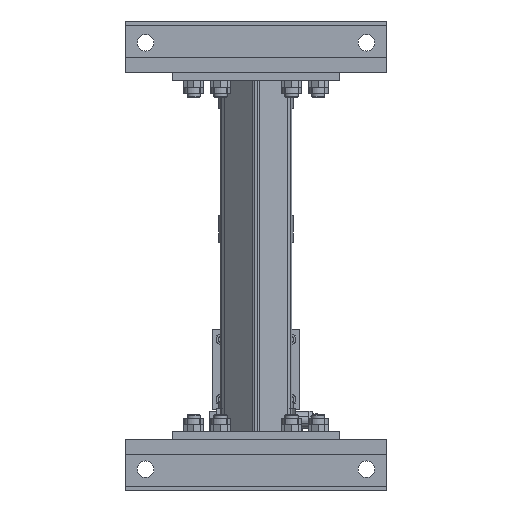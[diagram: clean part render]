
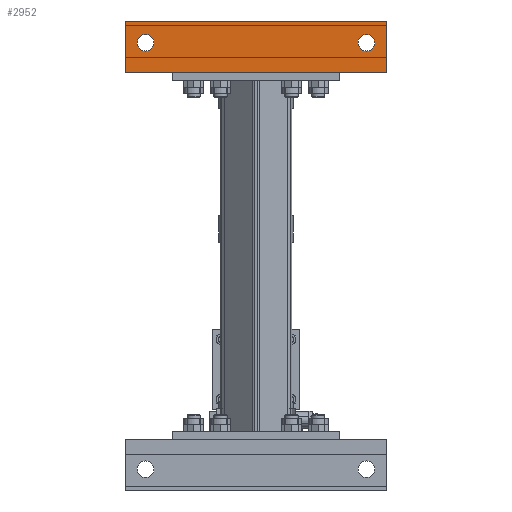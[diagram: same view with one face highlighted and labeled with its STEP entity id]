
A CAD part, left-side view. The second image highlights one B-rep face of the part: STEP entity #2952.
In plain terms, the highlighted face is planar.
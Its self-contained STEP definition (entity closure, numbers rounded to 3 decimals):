
#2952=ADVANCED_FACE('',(#5421,#5422,#5423),#5424,.T.);
#5421=FACE_BOUND('',#8428,.T.);
#5422=FACE_BOUND('',#8429,.T.);
#5423=FACE_OUTER_BOUND('',#8430,.T.);
#5424=PLANE('',#8431);
#8428=EDGE_LOOP('',(#18040));
#8429=EDGE_LOOP('',(#18041));
#8430=EDGE_LOOP('',(#18042,#18043,#18044,#18045));
#8431=AXIS2_PLACEMENT_3D('',#18046,#18047,#18048);
#18040=ORIENTED_EDGE('',*,*,#24209,.T.);
#18041=ORIENTED_EDGE('',*,*,#24210,.T.);
#18042=ORIENTED_EDGE('',*,*,#24211,.T.);
#18043=ORIENTED_EDGE('',*,*,#24212,.F.);
#18044=ORIENTED_EDGE('',*,*,#24073,.T.);
#18045=ORIENTED_EDGE('',*,*,#24213,.T.);
#18046=CARTESIAN_POINT('',(37.5,0.,0.));
#18047=DIRECTION('',(0.,-1.,0.));
#18048=DIRECTION('',(1.,0.,0.));
#24073=EDGE_CURVE('',#26584,#26598,#26600,.T.);
#24209=EDGE_CURVE('',#26829,#26829,#26830,.T.);
#24210=EDGE_CURVE('',#26831,#26831,#26832,.T.);
#24211=EDGE_CURVE('',#26833,#26834,#26835,.T.);
#24212=EDGE_CURVE('',#26584,#26834,#26836,.T.);
#24213=EDGE_CURVE('',#26598,#26833,#26837,.T.);
#26584=VERTEX_POINT('',#30522);
#26598=VERTEX_POINT('',#30540);
#26600=LINE('',#30543,#30544);
#26829=VERTEX_POINT('',#30980);
#26830=CIRCLE('',#30981,12.5);
#26831=VERTEX_POINT('',#30982);
#26832=CIRCLE('',#30983,12.5);
#26833=VERTEX_POINT('',#30984);
#26834=VERTEX_POINT('',#30985);
#26835=LINE('',#30986,#30987);
#26836=LINE('',#30988,#30989);
#26837=LINE('',#30990,#30991);
#30522=CARTESIAN_POINT('',(0.,0.,0.));
#30540=CARTESIAN_POINT('',(75.,0.,0.));
#30543=CARTESIAN_POINT('',(0.,0.,0.));
#30544=VECTOR('',#38896,1.);
#30980=CARTESIAN_POINT('',(56.5,0.,30.));
#30981=AXIS2_PLACEMENT_3D('',#39083,#39084,#39085);
#30982=CARTESIAN_POINT('',(56.5,0.,360.));
#30983=AXIS2_PLACEMENT_3D('',#39086,#39087,#39088);
#30984=CARTESIAN_POINT('',(75.,0.,390.));
#30985=CARTESIAN_POINT('',(0.,0.,390.));
#30986=CARTESIAN_POINT('',(0.,0.,390.));
#30987=VECTOR('',#39089,1.);
#30988=CARTESIAN_POINT('',(0.,0.,0.));
#30989=VECTOR('',#39090,1.);
#30990=CARTESIAN_POINT('',(75.,0.,0.));
#30991=VECTOR('',#39091,1.);
#38896=DIRECTION('',(1.,0.,0.));
#39083=CARTESIAN_POINT('',(44.,0.,30.));
#39084=DIRECTION('',(0.,1.,0.));
#39085=DIRECTION('',(1.,0.,0.));
#39086=CARTESIAN_POINT('',(44.,0.,360.));
#39087=DIRECTION('',(0.,1.,0.));
#39088=DIRECTION('',(1.,0.,0.));
#39089=DIRECTION('',(-1.,0.,0.));
#39090=DIRECTION('',(0.,0.,1.));
#39091=DIRECTION('',(0.,0.,1.));
